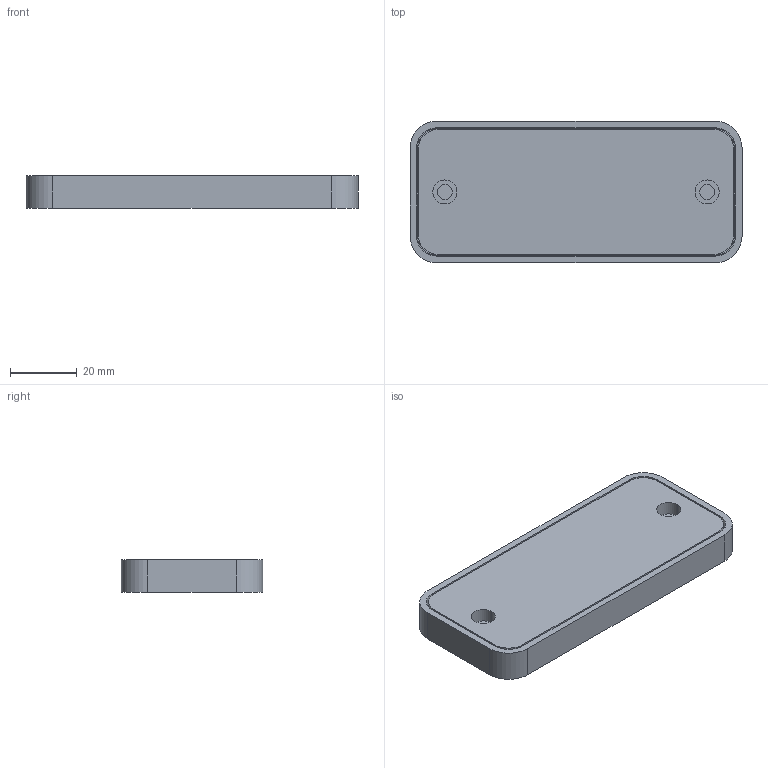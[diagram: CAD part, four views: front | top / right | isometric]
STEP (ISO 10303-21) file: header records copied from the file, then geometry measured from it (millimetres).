
FILE_DESCRIPTION (( 'STEP AP214' ), '1' );
FILE_NAME ('21094500d.STEP', '2021-02-25T09:22:35', ( 'Huth' ), ( '' ), 'SwSTEP 2.0', 'SolidWorks 2020', '' );
FILE_SCHEMA (( 'AUTOMOTIVE_DESIGN' ));
Length unit declared in the file: millimetre
Products named in the file (4): 21094200d; 04024500d; 2109420d_Klebeband; 21094500d
Assembly tree (3 placements, depth 2):
  21094500d
    04024500d
    21094200d
    2109420d_Klebeband
Bounding box: 99.4 x 42.4 x 9.6 mm (x, y, z)
Volume: 38936.5 mm3; surface area: 29320 mm2
Topology: 3 solids, 3 shells, 58 faces, 144 edges, 96 vertices
Faces by surface type: plane 30, cylinder 28
Entity records: 2005 total; most frequent: DIRECTION 328, CARTESIAN_POINT 304, ORIENTED_EDGE 288, EDGE_CURVE 144, AXIS2_PLACEMENT_3D 120, VERTEX_POINT 96, VECTOR 88, LINE 88
